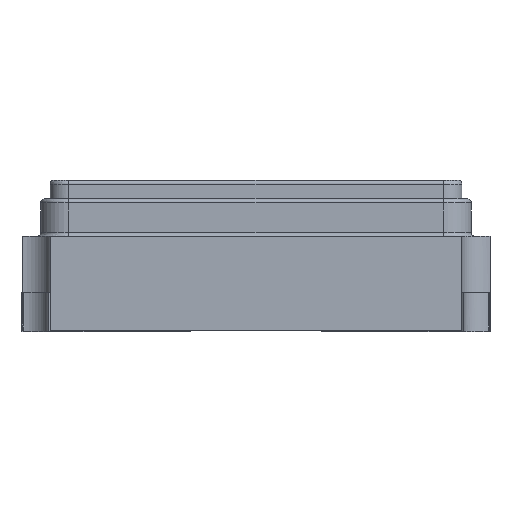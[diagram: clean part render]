
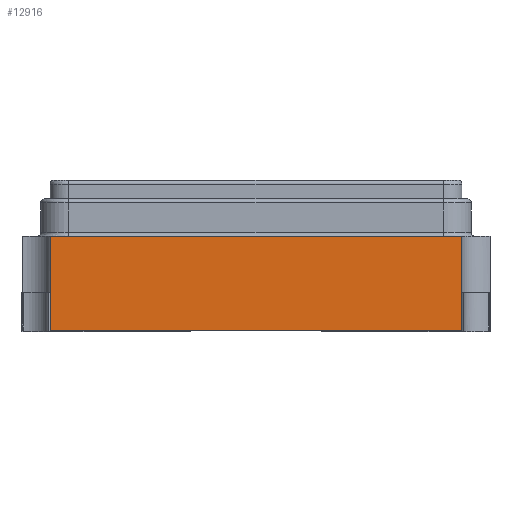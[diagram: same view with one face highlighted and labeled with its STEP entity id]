
A CAD part, left-side view. The second image highlights one B-rep face of the part: STEP entity #12916.
In plain terms, the highlighted planar face has unit normal (-1, 0, 0).
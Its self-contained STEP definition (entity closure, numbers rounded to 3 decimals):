
#66 = CARTESIAN_POINT ( 'NONE',  ( -1.6, -1.1, 0.01 ) ) ;
#729 = CARTESIAN_POINT ( 'NONE',  ( -1.6, 1.25, 0.01 ) ) ;
#815 = VERTEX_POINT ( 'NONE', #16993 ) ;
#859 = DIRECTION ( 'NONE',  ( 1., 0., 0. ) ) ;
#1508 = EDGE_CURVE ( 'NONE', #7217, #3506, #13777, .T. ) ;
#2731 = LINE ( 'NONE', #9065, #12848 ) ;
#3135 = ORIENTED_EDGE ( 'NONE', *, *, #13639, .T. ) ;
#3506 = VERTEX_POINT ( 'NONE', #9374 ) ;
#4737 = VECTOR ( 'NONE', #5163, 1000. ) ;
#5163 = DIRECTION ( 'NONE',  ( 0., 1., 0. ) ) ;
#5431 = AXIS2_PLACEMENT_3D ( 'NONE', #8213, #859, #9118 ) ;
#7217 = VERTEX_POINT ( 'NONE', #17515 ) ;
#7454 = EDGE_CURVE ( 'NONE', #3506, #8378, #2731, .T. ) ;
#7737 = LINE ( 'NONE', #66, #11413 ) ;
#8012 = PLANE ( 'NONE',  #5431 ) ;
#8213 = CARTESIAN_POINT ( 'NONE',  ( -1.6, 1.25, 0.51 ) ) ;
#8306 = EDGE_CURVE ( 'NONE', #8378, #815, #17949, .T. ) ;
#8378 = VERTEX_POINT ( 'NONE', #11342 ) ;
#9065 = CARTESIAN_POINT ( 'NONE',  ( -1.6, 1.1, 0.51 ) ) ;
#9118 = DIRECTION ( 'NONE',  ( 0., 0., -1. ) ) ;
#9374 = CARTESIAN_POINT ( 'NONE',  ( -1.6, 1.1, 0.01 ) ) ;
#10099 = ORIENTED_EDGE ( 'NONE', *, *, #1508, .F. ) ;
#10282 = EDGE_LOOP ( 'NONE', ( #15798, #10099, #3135, #13086 ) ) ;
#10741 = VECTOR ( 'NONE', #13864, 1000. ) ;
#11342 = CARTESIAN_POINT ( 'NONE',  ( -1.6, 1.1, 0.51 ) ) ;
#11413 = VECTOR ( 'NONE', #13459, 1000. ) ;
#12848 = VECTOR ( 'NONE', #17661, 1000. ) ;
#12916 = ADVANCED_FACE ( 'NONE', ( #16702 ), #8012, .F. ) ;
#13086 = ORIENTED_EDGE ( 'NONE', *, *, #8306, .F. ) ;
#13459 = DIRECTION ( 'NONE',  ( 0., 0., 1. ) ) ;
#13639 = EDGE_CURVE ( 'NONE', #7217, #815, #7737, .T. ) ;
#13777 = LINE ( 'NONE', #729, #4737 ) ;
#13864 = DIRECTION ( 'NONE',  ( 0., -1., 0. ) ) ;
#15798 = ORIENTED_EDGE ( 'NONE', *, *, #7454, .F. ) ;
#16702 = FACE_OUTER_BOUND ( 'NONE', #10282, .T. ) ;
#16993 = CARTESIAN_POINT ( 'NONE',  ( -1.6, -1.1, 0.51 ) ) ;
#17515 = CARTESIAN_POINT ( 'NONE',  ( -1.6, -1.1, 0.01 ) ) ;
#17661 = DIRECTION ( 'NONE',  ( 0., 0., 1. ) ) ;
#17949 = LINE ( 'NONE', #18051, #10741 ) ;
#18051 = CARTESIAN_POINT ( 'NONE',  ( -1.6, 0., 0.51 ) ) ;
